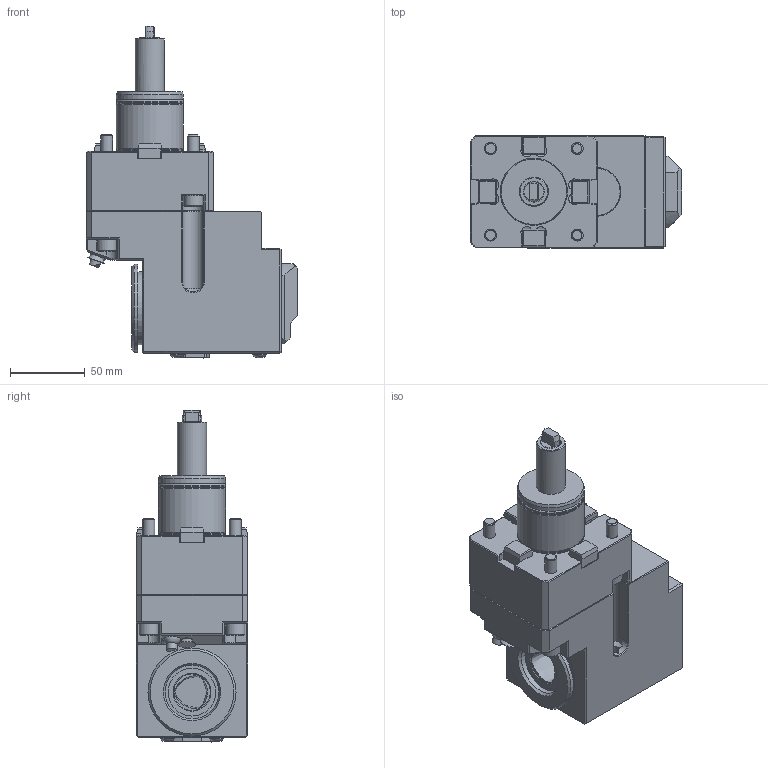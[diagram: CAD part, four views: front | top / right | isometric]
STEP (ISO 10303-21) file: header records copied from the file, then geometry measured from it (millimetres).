
FILE_DESCRIPTION(/* description */ (''),/* implementation_level */ '2;1');
FILE_NAME(/* name */ '1616494888522.stp',/* time_stamp */ '2021-03-23T11:21:34+01:00',/* author */ (''),/* organization */ ('SMS'),/* preprocessor_version */ 'ST-DEVELOPER v16.7',/* originating_system */ 'SIEMENS PLM Software NX 12.0',/* authorisation */ '');
FILE_SCHEMA (('AUTOMOTIVE_DESIGN { 1 0 10303 214 3 1 1 1 }'));
Length unit declared in the file: millimetre
Products named in the file (1): 203443900mod000_00
Bounding box: 141.5 x 75 x 222.4 mm (x, y, z)
Volume: 1055894.4 mm3; surface area: 95276.8 mm2
Topology: 1 solids, 8 shells, 535 faces, 1381 edges, 853 vertices
Faces by surface type: plane 335, cylinder 95, cone 82, bspline 11, torus 7, sphere 5
Full cylindrical faces by diameter (mm): 2 x1, 4 x4, 4.917 x1, 5 x4, 5.1 x4, 6 x1, 6.266 x2, 6.466 x2, 6.6 x1, 7 x1, 7.9 x4, 8 x6, 9.5 x4, 12 x2, 13 x4, 19.5 x1, 32 x2, 36 x1, 37 x1, 40.7 x1, 44.5 x1, 44.9 x3, 45 x1, 47 x1, 49 x1, 55 x1, 59 x1
Entity records: 15671 total; most frequent: CARTESIAN_POINT 3582, DIRECTION 2428, ORIENTED_EDGE 2384, EDGE_CURVE 1192, AXIS2_PLACEMENT_3D 853, VERTEX_POINT 786, LINE 722, VECTOR 722
